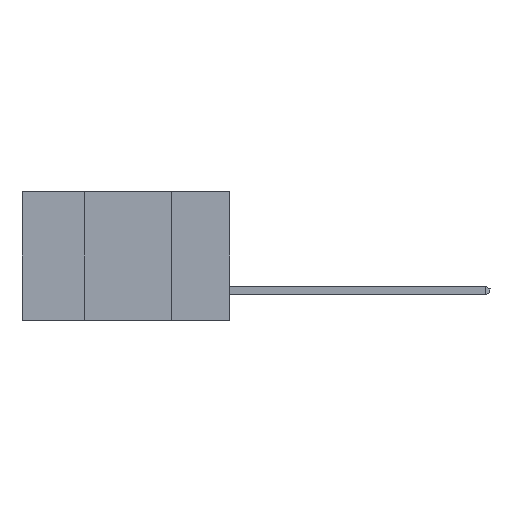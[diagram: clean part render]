
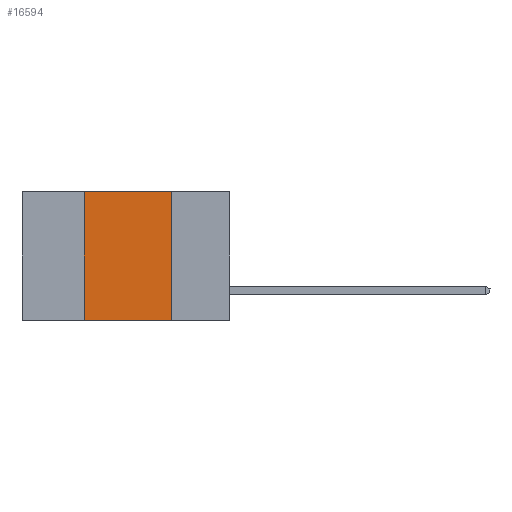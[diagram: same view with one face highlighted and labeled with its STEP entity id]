
A CAD part, left-side view. The second image highlights one B-rep face of the part: STEP entity #16594.
In plain terms, the highlighted planar face has unit normal (-1, 0, 0).
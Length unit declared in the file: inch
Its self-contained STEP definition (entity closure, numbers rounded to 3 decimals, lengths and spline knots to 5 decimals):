
#424 = VERTEX_POINT ( 'NONE', #11607 ) ;
#606 = CARTESIAN_POINT ( 'NONE',  ( 0., 0.17, 0. ) ) ;
#742 = VECTOR ( 'NONE', #6932, 39.37008 ) ;
#1450 = ORIENTED_EDGE ( 'NONE', *, *, #11956, .F. ) ;
#1583 = LINE ( 'NONE', #1911, #742 ) ;
#1911 = CARTESIAN_POINT ( 'NONE',  ( 0., 0.6, 0. ) ) ;
#3816 = FACE_OUTER_BOUND ( 'NONE', #4572, .T. ) ;
#3834 = DIRECTION ( 'NONE',  ( 0., 0., -1. ) ) ;
#4572 = EDGE_LOOP ( 'NONE', ( #1450, #6936, #9176, #7040 ) ) ;
#4714 = VERTEX_POINT ( 'NONE', #21677 ) ;
#4997 = AXIS2_PLACEMENT_3D ( 'NONE', #12491, #20613, #7482 ) ;
#5568 = CARTESIAN_POINT ( 'NONE',  ( 0., 0.6, -0.37 ) ) ;
#5631 = DIRECTION ( 'NONE',  ( 0., 0., 1. ) ) ;
#6226 = VERTEX_POINT ( 'NONE', #7387 ) ;
#6932 = DIRECTION ( 'NONE',  ( 0., -1., 0. ) ) ;
#6936 = ORIENTED_EDGE ( 'NONE', *, *, #16466, .F. ) ;
#7040 = ORIENTED_EDGE ( 'NONE', *, *, #16982, .T. ) ;
#7387 = CARTESIAN_POINT ( 'NONE',  ( 0., 0.17, -0.37 ) ) ;
#7482 = DIRECTION ( 'NONE',  ( 0., 0., -1. ) ) ;
#8443 = VECTOR ( 'NONE', #3834, 39.37008 ) ;
#9132 = PLANE ( 'NONE',  #4997 ) ;
#9176 = ORIENTED_EDGE ( 'NONE', *, *, #18131, .F. ) ;
#11607 = CARTESIAN_POINT ( 'NONE',  ( 0., 0.42, -0.37 ) ) ;
#11956 = EDGE_CURVE ( 'NONE', #19580, #6226, #14180, .T. ) ;
#12307 = LINE ( 'NONE', #20856, #18540 ) ;
#12456 = VECTOR ( 'NONE', #12576, 39.37008 ) ;
#12491 = CARTESIAN_POINT ( 'NONE',  ( 0., 0.6, 0. ) ) ;
#12576 = DIRECTION ( 'NONE',  ( 0., -1., 0. ) ) ;
#14180 = LINE ( 'NONE', #20943, #8443 ) ;
#16466 = EDGE_CURVE ( 'NONE', #4714, #19580, #1583, .T. ) ;
#16594 = ADVANCED_FACE ( 'NONE', ( #3816 ), #9132, .F. ) ;
#16982 = EDGE_CURVE ( 'NONE', #424, #6226, #17359, .T. ) ;
#17359 = LINE ( 'NONE', #5568, #12456 ) ;
#18131 = EDGE_CURVE ( 'NONE', #424, #4714, #12307, .T. ) ;
#18540 = VECTOR ( 'NONE', #5631, 39.37008 ) ;
#19580 = VERTEX_POINT ( 'NONE', #606 ) ;
#20613 = DIRECTION ( 'NONE',  ( 1., 0., 0. ) ) ;
#20856 = CARTESIAN_POINT ( 'NONE',  ( 0., 0.42, -0.37 ) ) ;
#20943 = CARTESIAN_POINT ( 'NONE',  ( 0., 0.17, -0.37 ) ) ;
#21677 = CARTESIAN_POINT ( 'NONE',  ( 0., 0.42, 0. ) ) ;
